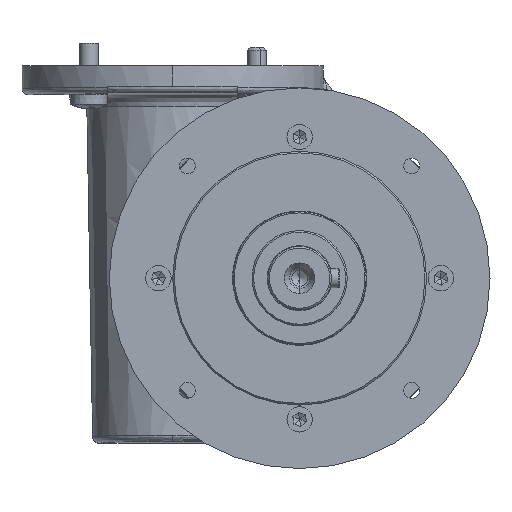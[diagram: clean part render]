
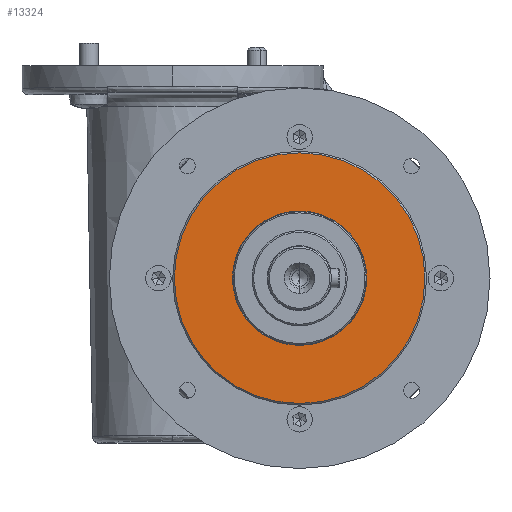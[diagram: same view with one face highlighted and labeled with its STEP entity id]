
A CAD part, left-side view. The second image highlights one B-rep face of the part: STEP entity #13324.
In plain terms, the highlighted planar face has unit normal (-1, 0, 0).
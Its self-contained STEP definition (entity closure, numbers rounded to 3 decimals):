
#275 = PLANE ( 'NONE',  #38366 ) ;
#1496 = VERTEX_POINT ( 'NONE', #45413 ) ;
#2472 = CIRCLE ( 'NONE', #4958, 39.5 ) ;
#4958 = AXIS2_PLACEMENT_3D ( 'NONE', #18831, #45037, #22622 ) ;
#6322 = VERTEX_POINT ( 'NONE', #21949 ) ;
#10491 = VERTEX_POINT ( 'NONE', #16001 ) ;
#12961 = CIRCLE ( 'NONE', #44144, 39.5 ) ;
#13186 = DIRECTION ( 'NONE',  ( 1., 0., 0. ) ) ;
#13324 = ADVANCED_FACE ( 'Defeature ausgef�hrt15_5', ( #26200, #24349 ), #275, .F. ) ;
#16001 = CARTESIAN_POINT ( 'NONE',  ( -73., -39.5, 0. ) ) ;
#16830 = CARTESIAN_POINT ( 'NONE',  ( -73., -21.176, 0. ) ) ;
#17309 = EDGE_CURVE ( 'Defeature ausgef�hrt15_5+Defeature ausgef�hrt15_15+Defeature ausgef�hrt15_15+Defeature ausgef�hrt15_15', #10491, #6322, #12961, .T. ) ;
#18831 = CARTESIAN_POINT ( 'NONE',  ( -73., 0., 0. ) ) ;
#18879 = DIRECTION ( 'NONE',  ( 1., 0., 0. ) ) ;
#19970 = DIRECTION ( 'NONE',  ( 0., 1., 0. ) ) ;
#20021 = DIRECTION ( 'NONE',  ( -1., 0., 0. ) ) ;
#20035 = CARTESIAN_POINT ( 'NONE',  ( -73., 0., 0. ) ) ;
#21949 = CARTESIAN_POINT ( 'NONE',  ( -73., 39.5, 0. ) ) ;
#22622 = DIRECTION ( 'NONE',  ( 0., 1., 0. ) ) ;
#24349 = FACE_OUTER_BOUND ( 'NONE', #34747, .T. ) ;
#26200 = FACE_BOUND ( 'NONE', #40533, .T. ) ;
#32013 = EDGE_CURVE ( 'Defeature ausgef�hrt15_5+Defeature ausgef�hrt15_34+Defeature ausgef�hrt15_34+Defeature ausgef�hrt15_34', #1496, #36266, #33459, .T. ) ;
#32210 = AXIS2_PLACEMENT_3D ( 'NONE', #35592, #13186, #39378 ) ;
#32680 = ORIENTED_EDGE ( 'NONE', *, *, #17309, .T. ) ;
#33459 = CIRCLE ( 'NONE', #32210, 21.176 ) ;
#34607 = CIRCLE ( 'NONE', #47970, 21.176 ) ;
#34747 = EDGE_LOOP ( 'NONE', ( #48349, #32680 ) ) ;
#35217 = EDGE_CURVE ( 'Defeature ausgef�hrt15_5+Defeature ausgef�hrt15_15+Defeature ausgef�hrt15_15+Defeature ausgef�hrt15_15', #6322, #10491, #2472, .T. ) ;
#35592 = CARTESIAN_POINT ( 'NONE',  ( -73., 0., 0. ) ) ;
#36266 = VERTEX_POINT ( 'NONE', #16830 ) ;
#36515 = EDGE_CURVE ( 'Defeature ausgef�hrt15_5+Defeature ausgef�hrt15_34+Defeature ausgef�hrt15_34+Defeature ausgef�hrt15_34', #36266, #1496, #34607, .T. ) ;
#38366 = AXIS2_PLACEMENT_3D ( 'NONE', #47348, #46665, #46507 ) ;
#39378 = DIRECTION ( 'NONE',  ( 0., 1., 0. ) ) ;
#40533 = EDGE_LOOP ( 'NONE', ( #46530, #46992 ) ) ;
#41370 = CARTESIAN_POINT ( 'NONE',  ( -73., 0., 0. ) ) ;
#44144 = AXIS2_PLACEMENT_3D ( 'NONE', #20035, #20021, #19970 ) ;
#45037 = DIRECTION ( 'NONE',  ( -1., 0., 0. ) ) ;
#45085 = DIRECTION ( 'NONE',  ( 0., 1., 0. ) ) ;
#45413 = CARTESIAN_POINT ( 'NONE',  ( -73., 21.176, 0. ) ) ;
#46507 = DIRECTION ( 'NONE',  ( 0., 1., 0. ) ) ;
#46530 = ORIENTED_EDGE ( 'NONE', *, *, #36515, .T. ) ;
#46665 = DIRECTION ( 'NONE',  ( 1., 0., 0. ) ) ;
#46992 = ORIENTED_EDGE ( 'NONE', *, *, #32013, .T. ) ;
#47348 = CARTESIAN_POINT ( 'NONE',  ( -73., 0., 40. ) ) ;
#47970 = AXIS2_PLACEMENT_3D ( 'NONE', #41370, #18879, #45085 ) ;
#48349 = ORIENTED_EDGE ( 'NONE', *, *, #35217, .T. ) ;
